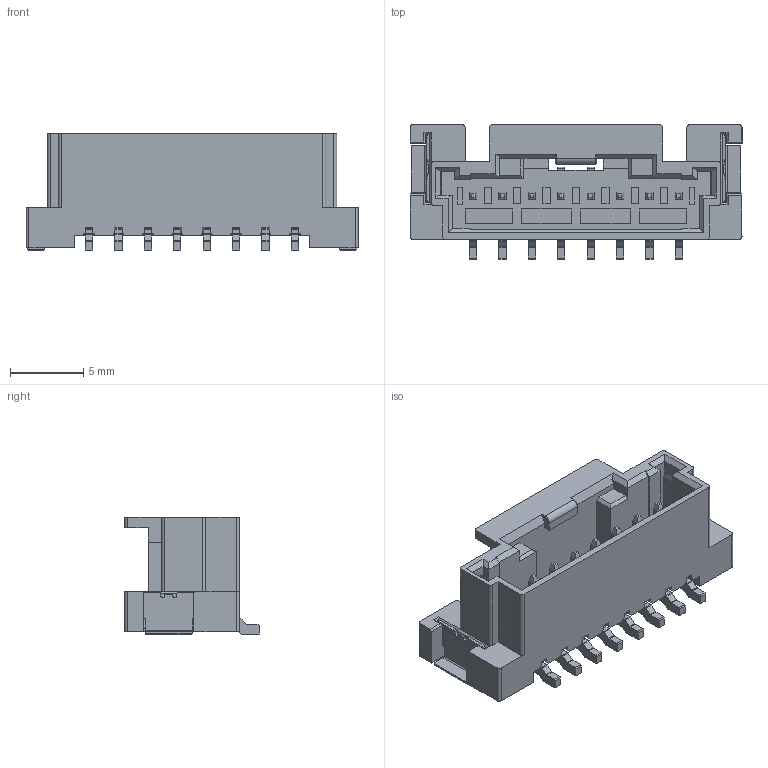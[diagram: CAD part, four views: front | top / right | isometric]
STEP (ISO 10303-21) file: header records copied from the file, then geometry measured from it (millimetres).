
FILE_DESCRIPTION( ('This file contains a STEP AP42 implementation' ,'as created by ZW3D STEP Interface translator.') ,'2;1' );
FILE_NAME( 'WF2012-1WMHXXXX1.stp' ,'23 424.141619', (''), ('ZWCAD Software Co.'), 'Version 1.0', 'ZW3D to STEP translator', '' );
FILE_SCHEMA(('AUTOMOTIVE_DESIGN { 1 0 10303 214 1 1 1 1 }'));
Length unit declared in the file: millimetre
Products named in the file (2): 0; WF2012-1WMHXXXX1
Bounding box: 22.6 x 9.15 x 8 mm (x, y, z)
Volume: 452.7 mm3; surface area: 1390.5 mm2
Topology: 1 solids, 1 shells, 881 faces, 2524 edges, 1654 vertices
Faces by surface type: plane 639, cylinder 211, bspline 29, cone 2
Entity records: 29726 total; most frequent: CARTESIAN_POINT 5708, ORIENTED_EDGE 5048, DIRECTION 4495, EDGE_CURVE 2524, VECTOR 1941, LINE 1941, VERTEX_POINT 1654, AXIS2_PLACEMENT_3D 1277
